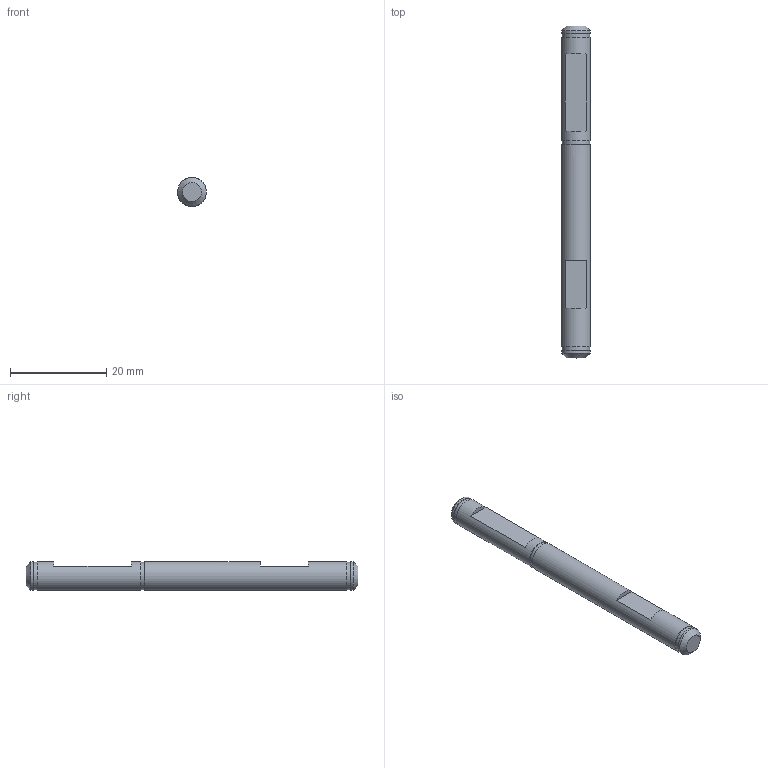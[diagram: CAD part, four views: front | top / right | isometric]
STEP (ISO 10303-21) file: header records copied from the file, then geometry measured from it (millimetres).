
FILE_DESCRIPTION(/* description */ (''),/* implementation_level */ '2;1');
FILE_NAME(/* name */ 'Arbre_Roue.step',/* time_stamp */ '2022-06-18T23:11:53+02:00',/* author */ (''),/* organization */ (''),/* preprocessor_version */ 'ST-DEVELOPER v19',/* originating_system */ 'Autodesk Translation Framework v11.7.0.108',/* authorisation */ '');
FILE_SCHEMA (('AUTOMOTIVE_DESIGN { 1 0 10303 214 3 1 1 }'));
Length unit declared in the file: millimetre
Products named in the file (1): Arbre_Roue
Bounding box: 6 x 68.9 x 6 mm (x, y, z)
Volume: 1844.2 mm3; surface area: 1342.3 mm2
Topology: 1 solids, 1 shells, 23 faces, 38 edges, 25 vertices
Faces by surface type: plane 14, cylinder 7, cone 2
Full cylindrical faces by diameter (mm): 5.7 x3, 6 x4
Entity records: 578 total; most frequent: DIRECTION 107, CARTESIAN_POINT 87, ORIENTED_EDGE 76, AXIS2_PLACEMENT_3D 45, EDGE_CURVE 38, EDGE_LOOP 31, VERTEX_POINT 25, FACE_OUTER_BOUND 23
